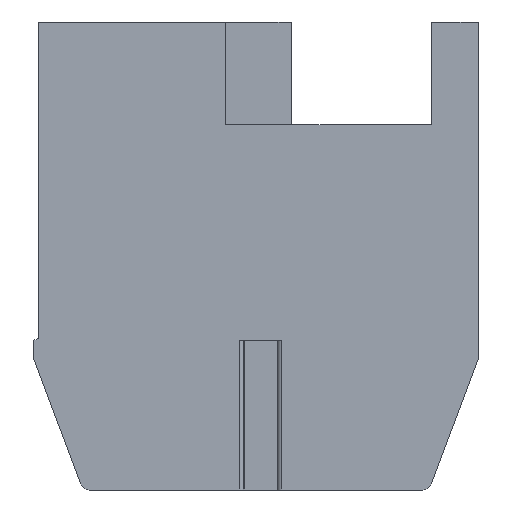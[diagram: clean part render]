
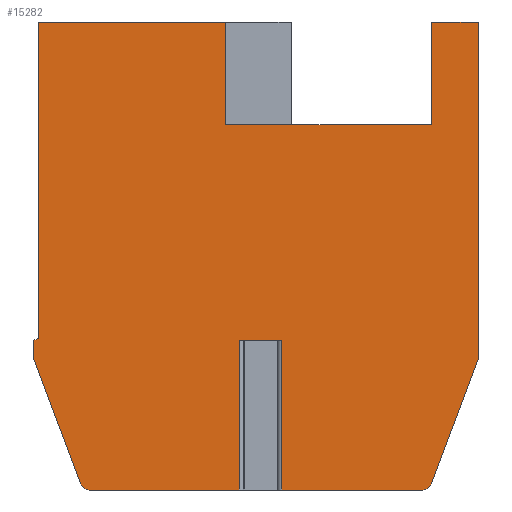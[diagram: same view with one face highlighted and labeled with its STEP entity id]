
A CAD part, front view. The second image highlights one B-rep face of the part: STEP entity #15282.
In plain terms, the highlighted planar face has unit normal (0, -1, 0).
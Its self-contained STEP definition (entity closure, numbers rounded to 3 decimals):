
#1=DIRECTION('',(1.,0.,0.));
#2=VECTOR('',#1,0.906);
#3=CARTESIAN_POINT('',(4.297,0.,-6.8));
#4=LINE('',#3,#2);
#5=DIRECTION('',(0.,0.,-1.));
#6=VECTOR('',#5,3.2);
#7=CARTESIAN_POINT('',(4.297,0.,-6.8));
#8=LINE('',#7,#6);
#9=DIRECTION('',(-1.,0.,0.));
#10=VECTOR('',#9,3.208);
#11=CARTESIAN_POINT('',(4.297,0.,-10.));
#12=LINE('',#11,#10);
#13=CARTESIAN_POINT('',(1.089,0.,-9.8));
#14=DIRECTION('',(0.,1.,0.));
#15=DIRECTION('',(0.,0.,-1.));
#16=AXIS2_PLACEMENT_3D('',#13,#14,#15);
#18=DIRECTION('',(-0.351,0.,0.936));
#19=VECTOR('',#18,2.816);
#20=CARTESIAN_POINT('',(0.901,0.,-9.87));
#21=LINE('',#20,#19);
#22=CARTESIAN_POINT('',(0.1,0.,-7.164));
#23=DIRECTION('',(0.,1.,0.));
#24=DIRECTION('',(-0.936,0.,-0.351));
#25=AXIS2_PLACEMENT_3D('',#22,#23,#24);
#27=DIRECTION('',(0.,0.,1.));
#28=VECTOR('',#27,0.364);
#29=CARTESIAN_POINT('',(-0.1,0.,-7.164));
#30=LINE('',#29,#28);
#31=DIRECTION('',(0.928,0.,0.371));
#32=VECTOR('',#31,0.108);
#33=CARTESIAN_POINT('',(-0.1,0.,-6.8));
#34=LINE('',#33,#32);
#35=DIRECTION('',(0.,0.,1.));
#36=VECTOR('',#35,6.76);
#37=CARTESIAN_POINT('',(0.,0.,-6.76));
#38=LINE('',#37,#36);
#39=DIRECTION('',(1.,0.,0.));
#40=VECTOR('',#39,4.);
#41=CARTESIAN_POINT('',(0.,0.,0.));
#42=LINE('',#41,#40);
#43=DIRECTION('',(0.,0.,-1.));
#44=VECTOR('',#43,2.2);
#45=CARTESIAN_POINT('',(4.,0.,0.));
#46=LINE('',#45,#44);
#47=DIRECTION('',(0.,0.,1.));
#48=VECTOR('',#47,2.2);
#49=CARTESIAN_POINT('',(8.4,0.,-2.2));
#50=LINE('',#49,#48);
#51=DIRECTION('',(1.,0.,0.));
#52=VECTOR('',#51,1.);
#53=CARTESIAN_POINT('',(8.4,0.,0.));
#54=LINE('',#53,#52);
#55=DIRECTION('',(0.,0.,-1.));
#56=VECTOR('',#55,7.164);
#57=CARTESIAN_POINT('',(9.4,0.,0.));
#58=LINE('',#57,#56);
#59=CARTESIAN_POINT('',(9.2,0.,-7.164));
#60=DIRECTION('',(0.,1.,0.));
#61=DIRECTION('',(1.,0.,0.));
#62=AXIS2_PLACEMENT_3D('',#59,#60,#61);
#64=DIRECTION('',(-0.351,0.,-0.936));
#65=VECTOR('',#64,2.816);
#66=CARTESIAN_POINT('',(9.387,0.,-7.234));
#67=LINE('',#66,#65);
#68=CARTESIAN_POINT('',(8.211,0.,-9.8));
#69=DIRECTION('',(0.,1.,0.));
#70=DIRECTION('',(0.936,0.,-0.351));
#71=AXIS2_PLACEMENT_3D('',#68,#69,#70);
#73=DIRECTION('',(-1.,0.,0.));
#74=VECTOR('',#73,3.008);
#75=CARTESIAN_POINT('',(8.211,0.,-10.));
#76=LINE('',#75,#74);
#77=DIRECTION('',(0.,0.,-1.));
#78=VECTOR('',#77,3.2);
#79=CARTESIAN_POINT('',(5.203,0.,-6.8));
#80=LINE('',#79,#78);
#3779=DIRECTION('',(-1.,0.,0.));
#3780=VECTOR('',#3779,4.4);
#3781=CARTESIAN_POINT('',(8.4,0.,-2.2));
#3782=LINE('',#3781,#3780);
#12001=CARTESIAN_POINT('',(-0.087,0.,-7.234));
#12002=CARTESIAN_POINT('',(-0.1,0.,-7.164));
#12003=VERTEX_POINT('',#12001);
#12004=VERTEX_POINT('',#12002);
#12005=CARTESIAN_POINT('',(-0.1,0.,-6.8));
#12006=VERTEX_POINT('',#12005);
#12007=CARTESIAN_POINT('',(0.,0.,-6.76));
#12008=VERTEX_POINT('',#12007);
#12009=CARTESIAN_POINT('',(0.,0.,0.));
#12010=VERTEX_POINT('',#12009);
#12011=CARTESIAN_POINT('',(8.4,0.,-2.2));
#12012=CARTESIAN_POINT('',(8.4,0.,0.));
#12013=VERTEX_POINT('',#12011);
#12014=VERTEX_POINT('',#12012);
#12015=CARTESIAN_POINT('',(9.4,0.,0.));
#12016=VERTEX_POINT('',#12015);
#12017=CARTESIAN_POINT('',(9.4,0.,-7.164));
#12018=VERTEX_POINT('',#12017);
#12019=CARTESIAN_POINT('',(9.387,0.,-7.234));
#12020=VERTEX_POINT('',#12019);
#12021=CARTESIAN_POINT('',(8.399,0.,-9.87));
#12022=VERTEX_POINT('',#12021);
#12023=CARTESIAN_POINT('',(8.211,0.,-10.));
#12024=VERTEX_POINT('',#12023);
#12025=CARTESIAN_POINT('',(1.089,0.,-10.));
#12026=CARTESIAN_POINT('',(0.901,0.,-9.87));
#12027=VERTEX_POINT('',#12025);
#12028=VERTEX_POINT('',#12026);
#12241=CARTESIAN_POINT('',(4.,0.,0.));
#12242=CARTESIAN_POINT('',(4.,0.,-2.2));
#12243=VERTEX_POINT('',#12241);
#12244=VERTEX_POINT('',#12242);
#12265=CARTESIAN_POINT('',(4.297,0.,-6.8));
#12266=CARTESIAN_POINT('',(5.203,0.,-6.8));
#12267=VERTEX_POINT('',#12265);
#12268=VERTEX_POINT('',#12266);
#12269=CARTESIAN_POINT('',(4.297,0.,-10.));
#12270=VERTEX_POINT('',#12269);
#12271=CARTESIAN_POINT('',(5.203,0.,-10.));
#12272=VERTEX_POINT('',#12271);
#15235=CARTESIAN_POINT('',(0.,0.,0.));
#15236=DIRECTION('',(0.,1.,0.));
#15237=DIRECTION('',(1.,0.,0.));
#15238=AXIS2_PLACEMENT_3D('',#15235,#15236,#15237);
#15239=PLANE('',#15238);
#15241=ORIENTED_EDGE('',*,*,#15240,.F.);
#15243=ORIENTED_EDGE('',*,*,#15242,.T.);
#15245=ORIENTED_EDGE('',*,*,#15244,.T.);
#15247=ORIENTED_EDGE('',*,*,#15246,.T.);
#15249=ORIENTED_EDGE('',*,*,#15248,.T.);
#15251=ORIENTED_EDGE('',*,*,#15250,.T.);
#15253=ORIENTED_EDGE('',*,*,#15252,.T.);
#15255=ORIENTED_EDGE('',*,*,#15254,.T.);
#15257=ORIENTED_EDGE('',*,*,#15256,.T.);
#15259=ORIENTED_EDGE('',*,*,#15258,.T.);
#15261=ORIENTED_EDGE('',*,*,#15260,.T.);
#15263=ORIENTED_EDGE('',*,*,#15262,.F.);
#15265=ORIENTED_EDGE('',*,*,#15264,.T.);
#15267=ORIENTED_EDGE('',*,*,#15266,.T.);
#15269=ORIENTED_EDGE('',*,*,#15268,.T.);
#15271=ORIENTED_EDGE('',*,*,#15270,.T.);
#15273=ORIENTED_EDGE('',*,*,#15272,.T.);
#15275=ORIENTED_EDGE('',*,*,#15274,.T.);
#15277=ORIENTED_EDGE('',*,*,#15276,.T.);
#15279=ORIENTED_EDGE('',*,*,#15278,.F.);
#15280=EDGE_LOOP('',(#15241,#15243,#15245,#15247,#15249,#15251,#15253,#15255,
#15257,#15259,#15261,#15263,#15265,#15267,#15269,#15271,#15273,#15275,#15277,
#15279));
#15281=FACE_OUTER_BOUND('',#15280,.F.);
#15282=ADVANCED_FACE('',(#15281),#15239,.F.);
#17=CIRCLE('',#16,0.2);
#26=CIRCLE('',#25,0.2);
#63=CIRCLE('',#62,0.2);
#72=CIRCLE('',#71,0.2);
#15240=EDGE_CURVE('',#12267,#12268,#4,.T.);
#15242=EDGE_CURVE('',#12267,#12270,#8,.T.);
#15244=EDGE_CURVE('',#12270,#12027,#12,.T.);
#15246=EDGE_CURVE('',#12027,#12028,#17,.T.);
#15248=EDGE_CURVE('',#12028,#12003,#21,.T.);
#15250=EDGE_CURVE('',#12003,#12004,#26,.T.);
#15252=EDGE_CURVE('',#12004,#12006,#30,.T.);
#15254=EDGE_CURVE('',#12006,#12008,#34,.T.);
#15256=EDGE_CURVE('',#12008,#12010,#38,.T.);
#15258=EDGE_CURVE('',#12010,#12243,#42,.T.);
#15260=EDGE_CURVE('',#12243,#12244,#46,.T.);
#15262=EDGE_CURVE('',#12013,#12244,#3782,.T.);
#15264=EDGE_CURVE('',#12013,#12014,#50,.T.);
#15266=EDGE_CURVE('',#12014,#12016,#54,.T.);
#15268=EDGE_CURVE('',#12016,#12018,#58,.T.);
#15270=EDGE_CURVE('',#12018,#12020,#63,.T.);
#15272=EDGE_CURVE('',#12020,#12022,#67,.T.);
#15274=EDGE_CURVE('',#12022,#12024,#72,.T.);
#15276=EDGE_CURVE('',#12024,#12272,#76,.T.);
#15278=EDGE_CURVE('',#12268,#12272,#80,.T.);
